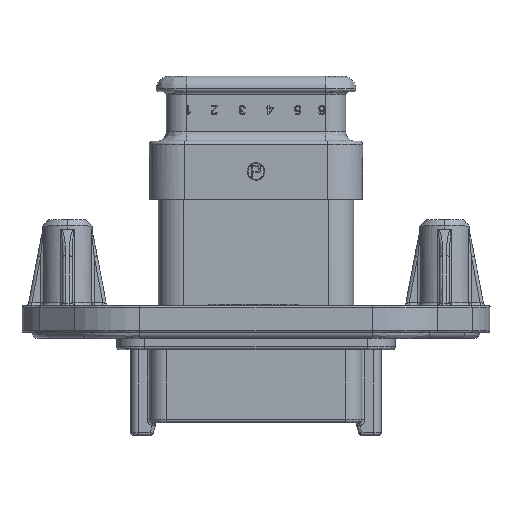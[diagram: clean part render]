
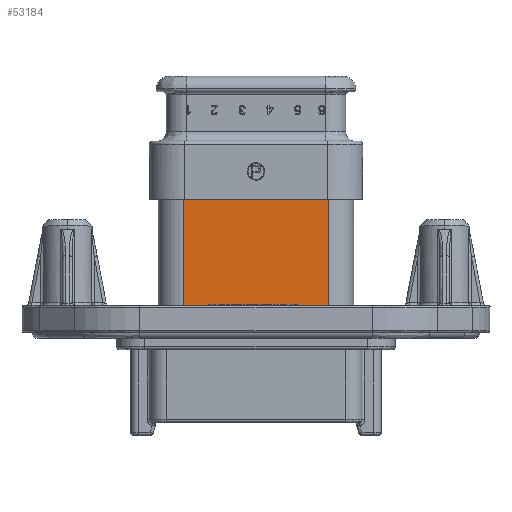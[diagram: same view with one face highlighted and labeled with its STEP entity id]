
A CAD part, top view. The second image highlights one B-rep face of the part: STEP entity #53184.
In plain terms, the highlighted planar face has unit normal (0, 0, 1).
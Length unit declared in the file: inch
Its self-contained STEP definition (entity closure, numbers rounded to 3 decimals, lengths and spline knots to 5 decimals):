
#8834 = CARTESIAN_POINT ( 'NONE',  ( -0.45866, 1.98813, 0.3563 ) ) ;
#11982 = DIRECTION ( 'NONE',  ( -1., 0., 0. ) ) ;
#15489 = LINE ( 'NONE', #19517, #40747 ) ;
#16343 = FACE_OUTER_BOUND ( 'NONE', #22878, .T. ) ;
#17250 = EDGE_CURVE ( 'NONE', #20123, #91855, #15489, .T. ) ;
#17576 = DIRECTION ( 'NONE',  ( 1., 0., 0. ) ) ;
#17814 = DIRECTION ( 'NONE',  ( 0., 1., 0. ) ) ;
#19517 = CARTESIAN_POINT ( 'NONE',  ( -0.45866, 1.0076, 0.3563 ) ) ;
#20123 = VERTEX_POINT ( 'NONE', #36058 ) ;
#22878 = EDGE_LOOP ( 'NONE', ( #62500, #37667, #86343, #70532 ) ) ;
#24792 = VECTOR ( 'NONE', #69377, 39.37008 ) ;
#35445 = CARTESIAN_POINT ( 'NONE',  ( 0.46842, 1.98813, 0.3563 ) ) ;
#35733 = VERTEX_POINT ( 'NONE', #74270 ) ;
#36058 = CARTESIAN_POINT ( 'NONE',  ( -0.45866, 1.01181, 0.3563 ) ) ;
#37667 = ORIENTED_EDGE ( 'NONE', *, *, #69880, .T. ) ;
#40747 = VECTOR ( 'NONE', #90947, 39.37008 ) ;
#44001 = EDGE_CURVE ( 'NONE', #35733, #20123, #97935, .T. ) ;
#46212 = CARTESIAN_POINT ( 'NONE',  ( 0., 1.01181, 0.3563 ) ) ;
#48159 = DIRECTION ( 'NONE',  ( 0., 0., 1. ) ) ;
#48697 = CARTESIAN_POINT ( 'NONE',  ( 0.45866, 0., 0.3563 ) ) ;
#53184 = ADVANCED_FACE ( 'NONE', ( #16343 ), #63586, .T. ) ;
#57186 = CARTESIAN_POINT ( 'NONE',  ( 0.62205, 0., 0.3563 ) ) ;
#62500 = ORIENTED_EDGE ( 'NONE', *, *, #84840, .T. ) ;
#63586 = PLANE ( 'NONE',  #71617 ) ;
#65284 = VECTOR ( 'NONE', #17814, 39.37008 ) ;
#68998 = CARTESIAN_POINT ( 'NONE',  ( 0.45866, 1.98813, 0.3563 ) ) ;
#69377 = DIRECTION ( 'NONE',  ( -1., 0., 0. ) ) ;
#69880 = EDGE_CURVE ( 'NONE', #87763, #91855, #93287, .T. ) ;
#70532 = ORIENTED_EDGE ( 'NONE', *, *, #44001, .F. ) ;
#71617 = AXIS2_PLACEMENT_3D ( 'NONE', #57186, #48159, #17576 ) ;
#74270 = CARTESIAN_POINT ( 'NONE',  ( 0.45866, 1.01181, 0.3563 ) ) ;
#76586 = VECTOR ( 'NONE', #11982, 39.37008 ) ;
#84840 = EDGE_CURVE ( 'NONE', #35733, #87763, #88080, .T. ) ;
#86343 = ORIENTED_EDGE ( 'NONE', *, *, #17250, .F. ) ;
#87763 = VERTEX_POINT ( 'NONE', #68998 ) ;
#88080 = LINE ( 'NONE', #48697, #65284 ) ;
#90947 = DIRECTION ( 'NONE',  ( 0., 1., 0. ) ) ;
#91855 = VERTEX_POINT ( 'NONE', #8834 ) ;
#93287 = LINE ( 'NONE', #35445, #76586 ) ;
#97935 = LINE ( 'NONE', #46212, #24792 ) ;
